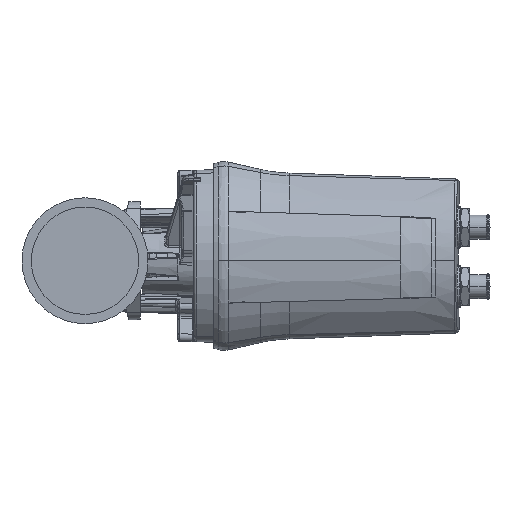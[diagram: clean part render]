
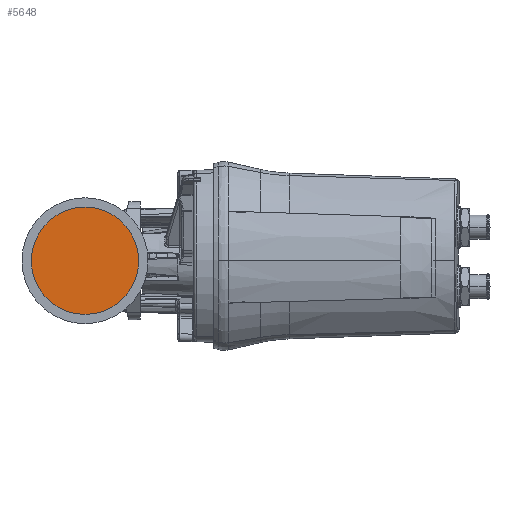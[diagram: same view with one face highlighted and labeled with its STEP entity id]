
A CAD part, left-side view. The second image highlights one B-rep face of the part: STEP entity #5648.
In plain terms, the highlighted planar face has unit normal (-1, 0, 0).
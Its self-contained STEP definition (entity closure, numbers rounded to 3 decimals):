
#2220 = PLANE ( 'NONE',  #30865 ) ;
#4559 = ORIENTED_EDGE ( 'NONE', *, *, #42944, .T. ) ;
#5648 = ADVANCED_FACE ( 'NONE', ( #20252 ), #2220, .T. ) ;
#6144 = ORIENTED_EDGE ( 'NONE', *, *, #42677, .T. ) ;
#7264 = CARTESIAN_POINT ( 'NONE',  ( -71.6, 102.025, 0. ) ) ;
#9903 = CIRCLE ( 'NONE', #39445, 14.06 ) ;
#11637 = DIRECTION ( 'NONE',  ( 0., 1., 0. ) ) ;
#12264 = VERTEX_POINT ( 'NONE', #7264 ) ;
#14818 = DIRECTION ( 'NONE',  ( -1., 0., 0. ) ) ;
#16302 = DIRECTION ( 'NONE',  ( -1., 0., 0. ) ) ;
#18569 = CARTESIAN_POINT ( 'NONE',  ( -71.6, 87.965, 0. ) ) ;
#20252 = FACE_OUTER_BOUND ( 'NONE', #34376, .T. ) ;
#27264 = VERTEX_POINT ( 'NONE', #44595 ) ;
#29238 = DIRECTION ( 'NONE',  ( -1., 0., 0. ) ) ;
#29858 = AXIS2_PLACEMENT_3D ( 'NONE', #18569, #29238, #11637 ) ;
#30865 = AXIS2_PLACEMENT_3D ( 'NONE', #44289, #16302, #37164 ) ;
#32197 = DIRECTION ( 'NONE',  ( 0., -1., 0. ) ) ;
#34376 = EDGE_LOOP ( 'NONE', ( #6144, #4559 ) ) ;
#36340 = CARTESIAN_POINT ( 'NONE',  ( -71.6, 87.965, 0. ) ) ;
#37164 = DIRECTION ( 'NONE',  ( 0., 0., 1. ) ) ;
#39445 = AXIS2_PLACEMENT_3D ( 'NONE', #36340, #14818, #32197 ) ;
#40892 = CIRCLE ( 'NONE', #29858, 14.06 ) ;
#42677 = EDGE_CURVE ( 'NONE', #12264, #27264, #40892, .T. ) ;
#42944 = EDGE_CURVE ( 'NONE', #27264, #12264, #9903, .T. ) ;
#44289 = CARTESIAN_POINT ( 'NONE',  ( -71.6, 73.905, 0. ) ) ;
#44595 = CARTESIAN_POINT ( 'NONE',  ( -71.6, 73.905, 0. ) ) ;
